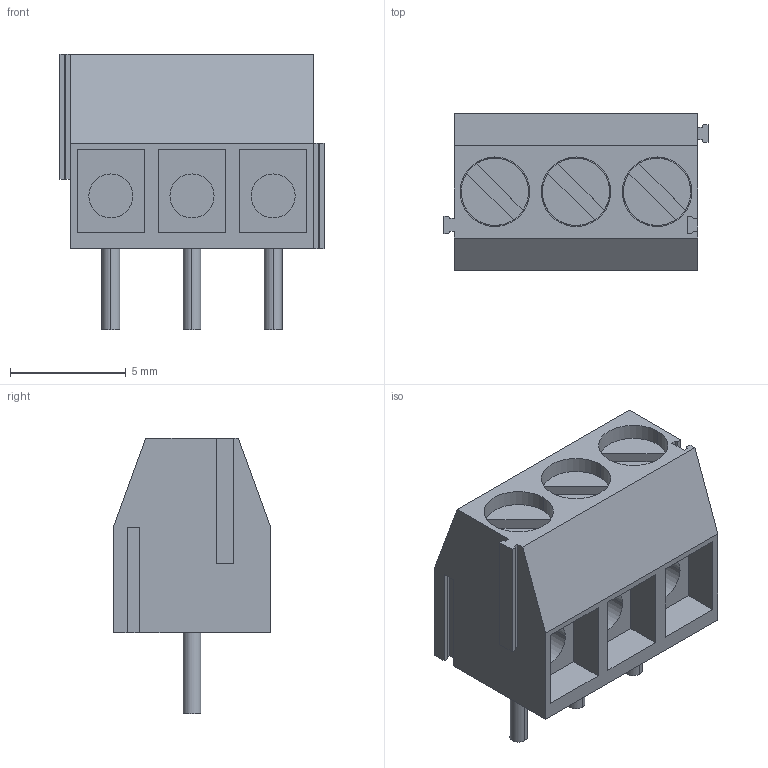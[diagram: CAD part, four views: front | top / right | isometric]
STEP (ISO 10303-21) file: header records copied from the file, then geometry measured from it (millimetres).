
FILE_DESCRIPTION(('CATIA V5 STEP Exchange','CAx-IF Rec.Pracs.--- Model Styling and Organization---1.4--- 2014-01-23'),'2;1');
FILE_NAME ('D1458979_1', '2021-07-21T13:29:11+00:00', ('none'), ('Weidmueller'), 'CATIA Version 5-6 Release 2016 SP3 HF44', 'CATIA V5 STEP AP214', 'none');
FILE_SCHEMA(('AUTOMOTIVE_DESIGN { 1 0 10303 214 1 1 1 1 }'));
Length unit declared in the file: millimetre
Products named in the file (1): 1912330000
Bounding box: 11.4 x 6.8 x 11.9 mm (x, y, z)
Volume: 475 mm3; surface area: 787.5 mm2
Topology: 10 solids, 10 shells, 128 faces, 306 edges, 204 vertices
Faces by surface type: plane 104, cylinder 24
Entity records: 3761 total; most frequent: CARTESIAN_POINT 639, ORIENTED_EDGE 612, DIRECTION 541, EDGE_CURVE 306, VECTOR 246, LINE 246, VERTEX_POINT 204, AXIS2_PLACEMENT_3D 177
